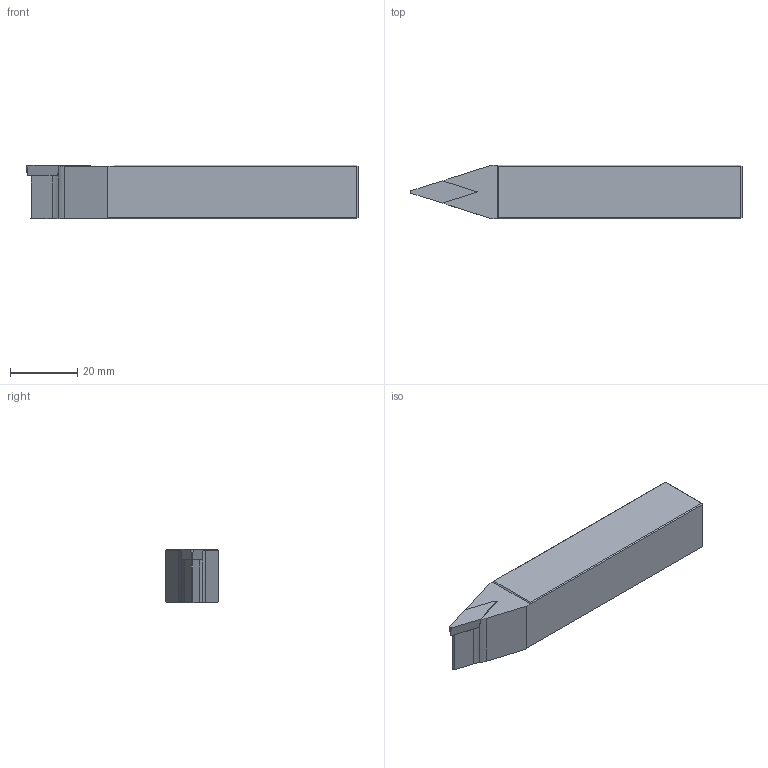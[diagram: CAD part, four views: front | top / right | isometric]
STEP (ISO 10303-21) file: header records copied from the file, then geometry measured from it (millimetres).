
FILE_DESCRIPTION(/* description */ (''),/* implementation_level */ '2;1');
FILE_NAME(/* name */ 'SVVCN-1616-H11.stp',/* time_stamp */ '2023-10-10T10:20:51+03:00',/* author */ (''),/* organization */ (''),/* preprocessor_version */ 'ST-DEVELOPER v19.4',/* originating_system */ 'SIEMENS PLM Software NX2306.3001',/* authorisation */ '');
FILE_SCHEMA (('AUTOMOTIVE_DESIGN { 1 0 10303 214 3 1 1 1 }'));
Length unit declared in the file: millimetre
Products named in the file (1): model1
Bounding box: 99.07 x 16 x 16 mm (x, y, z)
Volume: 22142.4 mm3; surface area: 6378 mm2
Topology: 2 solids, 2 shells, 39 faces, 91 edges, 56 vertices
Faces by surface type: plane 32, cylinder 5, cone 2
Entity records: 1177 total; most frequent: DIRECTION 189, CARTESIAN_POINT 187, ORIENTED_EDGE 182, EDGE_CURVE 91, LINE 73, VECTOR 73, AXIS2_PLACEMENT_3D 58, VERTEX_POINT 56
